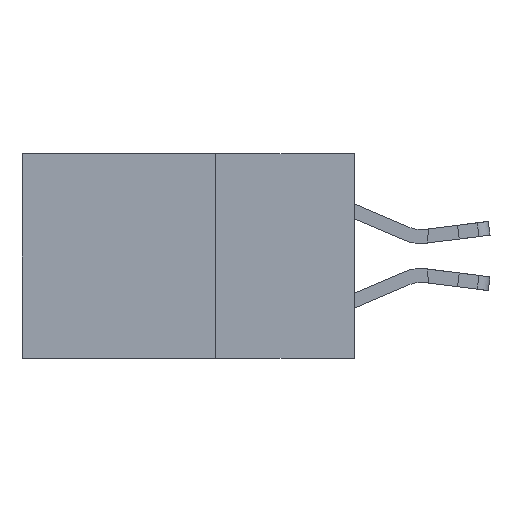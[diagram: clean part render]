
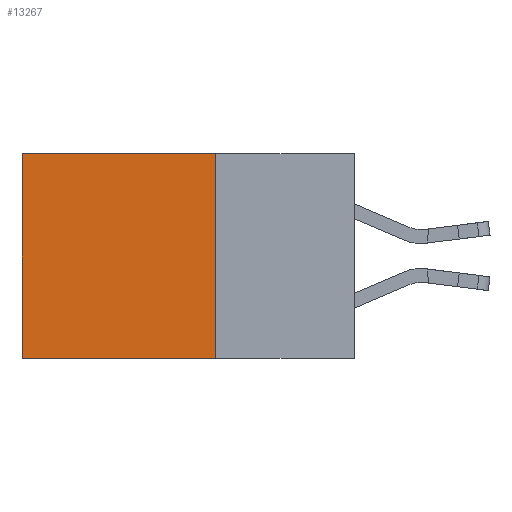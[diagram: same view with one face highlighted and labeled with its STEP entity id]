
A CAD part, left-side view. The second image highlights one B-rep face of the part: STEP entity #13267.
In plain terms, the highlighted planar face has unit normal (-1, 0, 0).
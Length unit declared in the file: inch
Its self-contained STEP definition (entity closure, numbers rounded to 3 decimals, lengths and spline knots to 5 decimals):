
#278 = DIRECTION ( 'NONE',  ( 0., 0., -1. ) ) ;
#625 = EDGE_CURVE ( 'NONE', #2154, #15533, #6281, .T. ) ;
#655 = VERTEX_POINT ( 'NONE', #10935 ) ;
#1212 = DIRECTION ( 'NONE',  ( 0., 1., 0. ) ) ;
#2001 = VERTEX_POINT ( 'NONE', #11249 ) ;
#2154 = VERTEX_POINT ( 'NONE', #16584 ) ;
#2563 = VECTOR ( 'NONE', #278, 39.37008 ) ;
#3258 = LINE ( 'NONE', #8114, #2563 ) ;
#4427 = DIRECTION ( 'NONE',  ( 0., 1., 0. ) ) ;
#4462 = FACE_OUTER_BOUND ( 'NONE', #10234, .T. ) ;
#5842 = CARTESIAN_POINT ( 'NONE',  ( 0.2615, 0.25, -0.37 ) ) ;
#6281 = LINE ( 'NONE', #11036, #11532 ) ;
#6950 = AXIS2_PLACEMENT_3D ( 'NONE', #9429, #10774, #18679 ) ;
#7592 = LINE ( 'NONE', #5842, #14936 ) ;
#7914 = LINE ( 'NONE', #18513, #18998 ) ;
#7959 = EDGE_CURVE ( 'NONE', #15533, #655, #7914, .T. ) ;
#8114 = CARTESIAN_POINT ( 'NONE',  ( 0.2615, 0.25, -0.37 ) ) ;
#8502 = EDGE_CURVE ( 'NONE', #2154, #2001, #3258, .T. ) ;
#9429 = CARTESIAN_POINT ( 'NONE',  ( 0.2615, 0.25, -0.37 ) ) ;
#10234 = EDGE_LOOP ( 'NONE', ( #16763, #11126, #14634, #14741 ) ) ;
#10774 = DIRECTION ( 'NONE',  ( 1., 0., 0. ) ) ;
#10935 = CARTESIAN_POINT ( 'NONE',  ( 0.2615, 0.6, -0.37 ) ) ;
#11036 = CARTESIAN_POINT ( 'NONE',  ( 0.2615, 0.25, 0. ) ) ;
#11126 = ORIENTED_EDGE ( 'NONE', *, *, #17771, .F. ) ;
#11249 = CARTESIAN_POINT ( 'NONE',  ( 0.2615, 0.25, -0.37 ) ) ;
#11532 = VECTOR ( 'NONE', #4427, 39.37008 ) ;
#13267 = ADVANCED_FACE ( 'NONE', ( #4462 ), #18577, .F. ) ;
#14634 = ORIENTED_EDGE ( 'NONE', *, *, #8502, .F. ) ;
#14741 = ORIENTED_EDGE ( 'NONE', *, *, #625, .T. ) ;
#14936 = VECTOR ( 'NONE', #1212, 39.37008 ) ;
#15265 = CARTESIAN_POINT ( 'NONE',  ( 0.2615, 0.6, 0. ) ) ;
#15533 = VERTEX_POINT ( 'NONE', #15265 ) ;
#16584 = CARTESIAN_POINT ( 'NONE',  ( 0.2615, 0.25, 0. ) ) ;
#16763 = ORIENTED_EDGE ( 'NONE', *, *, #7959, .T. ) ;
#17771 = EDGE_CURVE ( 'NONE', #2001, #655, #7592, .T. ) ;
#18513 = CARTESIAN_POINT ( 'NONE',  ( 0.2615, 0.6, -0.37 ) ) ;
#18577 = PLANE ( 'NONE',  #6950 ) ;
#18679 = DIRECTION ( 'NONE',  ( 0., 0., -1. ) ) ;
#18716 = DIRECTION ( 'NONE',  ( 0., 0., -1. ) ) ;
#18998 = VECTOR ( 'NONE', #18716, 39.37008 ) ;
